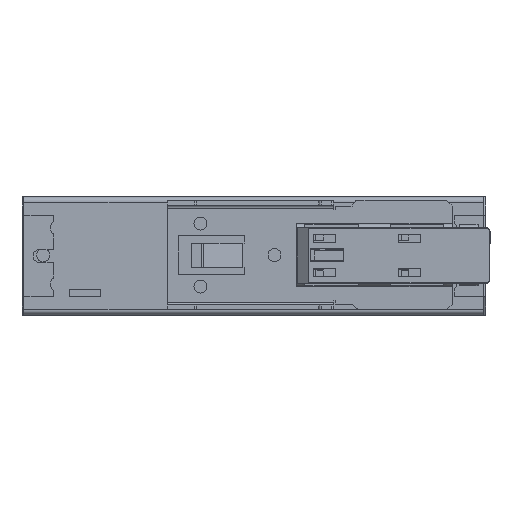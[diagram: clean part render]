
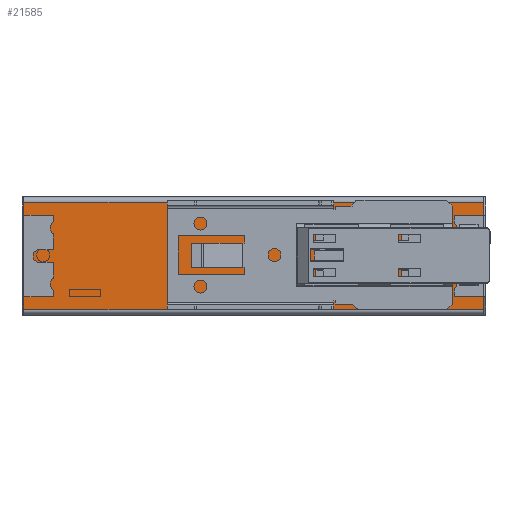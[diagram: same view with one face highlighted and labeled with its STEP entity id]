
A CAD part, front view. The second image highlights one B-rep face of the part: STEP entity #21585.
In plain terms, the highlighted planar face has unit normal (0, -1, 0).
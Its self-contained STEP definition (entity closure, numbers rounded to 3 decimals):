
#608 = VERTEX_POINT ( 'NONE', #20226 ) ;
#644 = VERTEX_POINT ( 'NONE', #20289 ) ;
#665 = VERTEX_POINT ( 'NONE', #20291 ) ;
#685 = VERTEX_POINT ( 'NONE', #20266 ) ;
#4921 = VECTOR ( 'NONE', #6068, 1000. ) ;
#4948 = LINE ( 'NONE', #6166, #5021 ) ;
#4965 = LINE ( 'NONE', #6005, #4921 ) ;
#5017 = LINE ( 'NONE', #6425, #5018 ) ;
#5018 = VECTOR ( 'NONE', #6361, 1000. ) ;
#5021 = VECTOR ( 'NONE', #6170, 1000. ) ;
#5026 = LINE ( 'NONE', #6368, #5045 ) ;
#5045 = VECTOR ( 'NONE', #6384, 1000. ) ;
#6005 = CARTESIAN_POINT ( 'NONE',  ( 0., 0., 14.249 ) ) ;
#6068 = DIRECTION ( 'NONE',  ( 0., 0., -1. ) ) ;
#6166 = CARTESIAN_POINT ( 'NONE',  ( -124.2, 0., 14.249 ) ) ;
#6170 = DIRECTION ( 'NONE',  ( 1., 0., 0. ) ) ;
#6361 = DIRECTION ( 'NONE',  ( 1., 0., 0. ) ) ;
#6368 = CARTESIAN_POINT ( 'NONE',  ( -124.2, 0., 14.249 ) ) ;
#6384 = DIRECTION ( 'NONE',  ( 0., 0., -1. ) ) ;
#6425 = CARTESIAN_POINT ( 'NONE',  ( -124.2, 0., -14.751 ) ) ;
#6463 = PLANE ( 'NONE',  #38582 ) ;
#6797 = CARTESIAN_POINT ( 'NONE',  ( -124.2, 0., 14.249 ) ) ;
#6915 = DIRECTION ( 'NONE',  ( 0., -1., 0. ) ) ;
#7088 = DIRECTION ( 'NONE',  ( 0., 0., -1. ) ) ;
#7839 = FACE_OUTER_BOUND ( 'NONE', #23634, .T. ) ;
#20226 = CARTESIAN_POINT ( 'NONE',  ( -124.2, 0., -14.751 ) ) ;
#20266 = CARTESIAN_POINT ( 'NONE',  ( -124.2, 0., 14.249 ) ) ;
#20289 = CARTESIAN_POINT ( 'NONE',  ( 0., 0., -14.751 ) ) ;
#20291 = CARTESIAN_POINT ( 'NONE',  ( 0., 0., 14.249 ) ) ;
#20982 = EDGE_CURVE ( 'NONE', #665, #644, #4965, .T. ) ;
#21013 = EDGE_CURVE ( 'NONE', #685, #665, #4948, .T. ) ;
#21037 = EDGE_CURVE ( 'NONE', #608, #644, #5017, .T. ) ;
#21042 = EDGE_CURVE ( 'NONE', #685, #608, #5026, .T. ) ;
#21585 = ADVANCED_FACE ( 'NONE', ( #7839 ), #6463, .T. ) ;
#22850 = ORIENTED_EDGE ( 'NONE', *, *, #21013, .F. ) ;
#22871 = ORIENTED_EDGE ( 'NONE', *, *, #20982, .F. ) ;
#22882 = ORIENTED_EDGE ( 'NONE', *, *, #21037, .T. ) ;
#22886 = ORIENTED_EDGE ( 'NONE', *, *, #21042, .T. ) ;
#23634 = EDGE_LOOP ( 'NONE', ( #22871, #22850, #22886, #22882 ) ) ;
#38582 = AXIS2_PLACEMENT_3D ( 'NONE', #6797, #6915, #7088 ) ;
